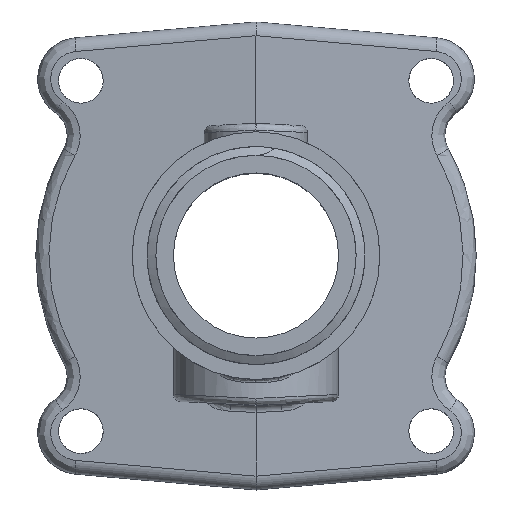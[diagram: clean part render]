
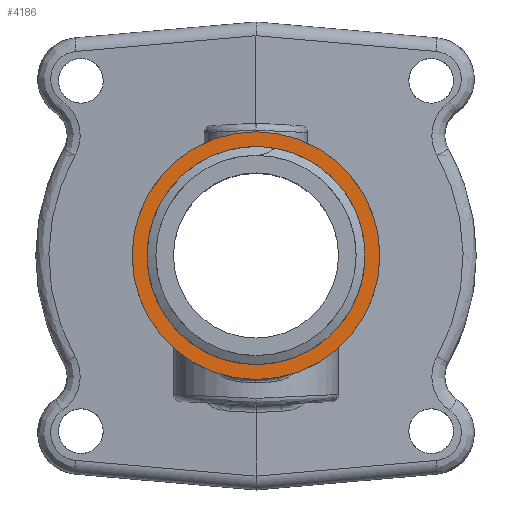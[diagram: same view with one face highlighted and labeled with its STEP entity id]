
A CAD part, top view. The second image highlights one B-rep face of the part: STEP entity #4186.
In plain terms, the highlighted planar face has unit normal (0, 0, 1).
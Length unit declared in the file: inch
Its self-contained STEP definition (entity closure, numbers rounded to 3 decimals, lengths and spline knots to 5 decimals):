
#552=CARTESIAN_POINT('',(0.,0.,2.26989));
#553=DIRECTION('',(0.,0.,1.));
#554=DIRECTION('',(0.,1.,0.));
#555=AXIS2_PLACEMENT_3D('',#552,#553,#554);
#568=CARTESIAN_POINT('',(0.,0.,2.26989));
#569=DIRECTION('',(0.,0.,-1.));
#570=DIRECTION('',(0.,1.,0.));
#571=AXIS2_PLACEMENT_3D('',#568,#569,#570);
#573=CARTESIAN_POINT('',(0.,0.,2.26989));
#574=DIRECTION('',(0.,0.,-1.));
#575=DIRECTION('',(0.,-1.,0.));
#576=AXIS2_PLACEMENT_3D('',#573,#574,#575);
#578=CARTESIAN_POINT('',(0.,0.,2.26989));
#579=DIRECTION('',(0.,0.,-1.));
#580=DIRECTION('',(0.,1.,0.));
#581=AXIS2_PLACEMENT_3D('',#578,#579,#580);
#2904=CARTESIAN_POINT('',(0.,1.125,2.26989));
#2905=CARTESIAN_POINT('',(0.,-1.125,2.26989));
#2906=VERTEX_POINT('',#2904);
#2907=VERTEX_POINT('',#2905);
#3015=CARTESIAN_POINT('',(0.,0.972,2.26989));
#3016=CARTESIAN_POINT('',(0.,-0.972,
2.26989));
#3017=VERTEX_POINT('',#3015);
#3018=VERTEX_POINT('',#3016);
#4170=CARTESIAN_POINT('',(-2.4,0.,2.26989));
#4171=DIRECTION('',(0.,0.,1.));
#4172=DIRECTION('',(1.,0.,0.));
#4173=AXIS2_PLACEMENT_3D('',#4170,#4171,#4172);
#4174=PLANE('',#4173);
#4176=ORIENTED_EDGE('',*,*,#4175,.T.);
#4177=ORIENTED_EDGE('',*,*,#4159,.F.);
#4178=EDGE_LOOP('',(#4176,#4177));
#4179=FACE_OUTER_BOUND('',#4178,.F.);
#4181=ORIENTED_EDGE('',*,*,#4180,.F.);
#4183=ORIENTED_EDGE('',*,*,#4182,.F.);
#4184=EDGE_LOOP('',(#4181,#4183));
#4185=FACE_BOUND('',#4184,.F.);
#556=CIRCLE('',#555,1.125);
#572=CIRCLE('',#571,0.972);
#577=CIRCLE('',#576,0.972);
#582=CIRCLE('',#581,1.125);
#4159=EDGE_CURVE('',#2906,#2907,#556,.T.);
#4175=EDGE_CURVE('',#2906,#2907,#582,.T.);
#4180=EDGE_CURVE('',#3017,#3018,#572,.T.);
#4182=EDGE_CURVE('',#3018,#3017,#577,.T.);
#4186=ADVANCED_FACE('',(#4179,#4185),#4174,.T.);
